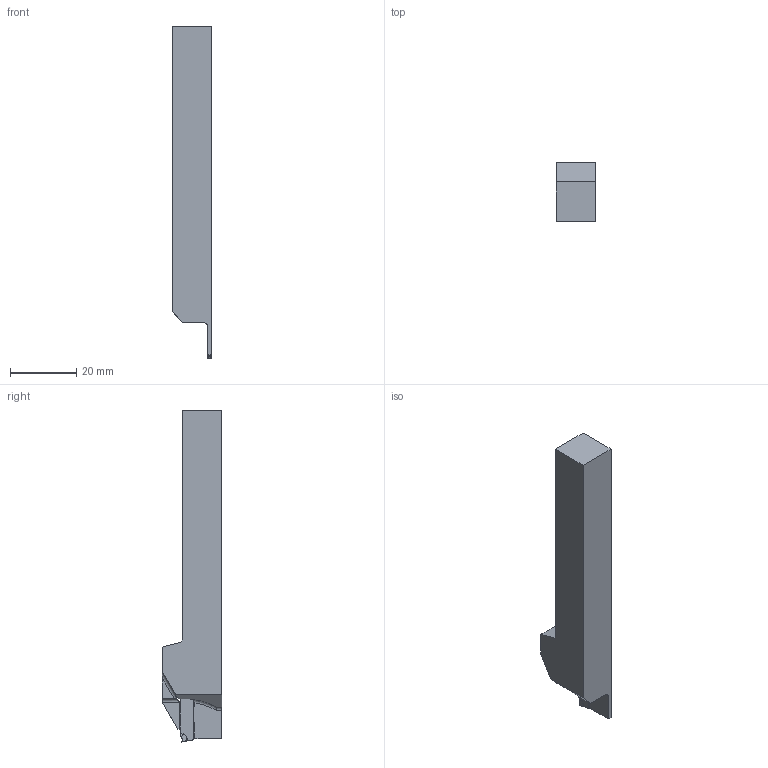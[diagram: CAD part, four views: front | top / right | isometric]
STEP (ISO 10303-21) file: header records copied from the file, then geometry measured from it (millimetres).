
FILE_DESCRIPTION(/* description */ (''),/* implementation_level */ '2;1');
FILE_NAME(/* name */ 'GL1-S1212HFL-12-40_204625725_SIM.stp',/* time_stamp */ '2023-03-15T07:57:51+01:00',/* author */ (''),/* organization */ (''),/* preprocessor_version */ 'ST-DEVELOPER v16.7',/* originating_system */ 'SIEMENS PLM Software NX 12.0',/* authorisation */ '');
FILE_SCHEMA (('AUTOMOTIVE_DESIGN { 1 0 10303 214 3 1 1 1 }'));
Length unit declared in the file: millimetre
Products named in the file (1): wq7025086DC3jquv
Bounding box: 12.05 x 18 x 100.05 mm (x, y, z)
Volume: 13587.8 mm3; surface area: 5223 mm2
Topology: 2 solids, 2 shells, 213 faces, 540 edges, 329 vertices
Faces by surface type: cylinder 72, plane 63, bspline 62, extrusion 9, torus 5, sphere 2
Entity records: 7184 total; most frequent: CARTESIAN_POINT 2412, ORIENTED_EDGE 1068, DIRECTION 891, EDGE_CURVE 534, VERTEX_POINT 325, AXIS2_PLACEMENT_3D 323, VECTOR 245, LINE 236
